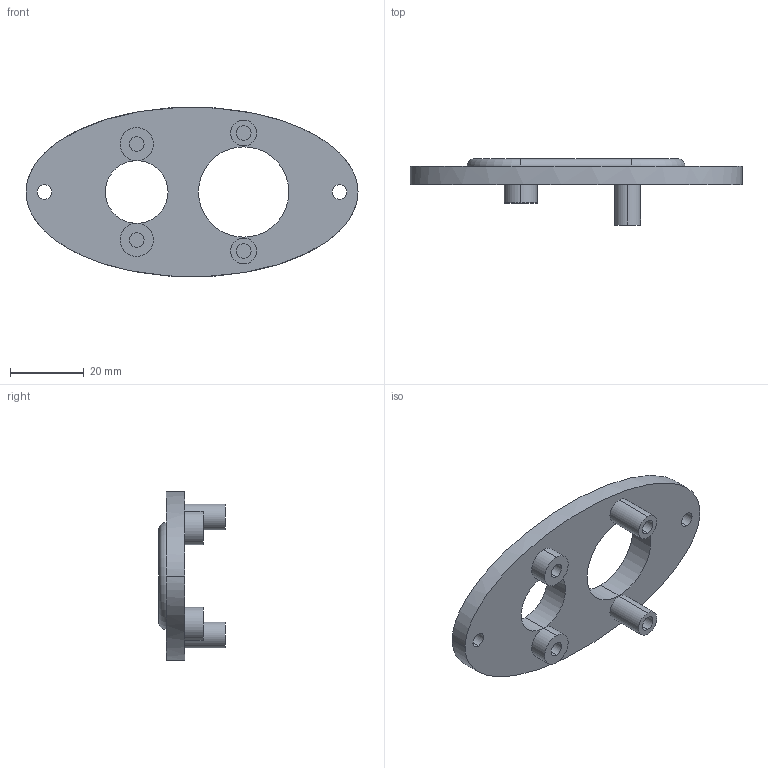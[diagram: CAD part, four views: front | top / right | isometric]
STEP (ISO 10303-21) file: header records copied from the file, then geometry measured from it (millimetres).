
FILE_DESCRIPTION (( 'STEP AP203' ), '1' );
FILE_NAME ('す閉汒疏樓硃嫖腑.STEP', '2023-04-10T09:31:22', ( 'PS' ), ( '' ), 'SwSTEP 2.0', 'SolidWorks 2018', '' );
FILE_SCHEMA (( 'CONFIG_CONTROL_DESIGN' ));
Length unit declared in the file: millimetre
Products named in the file (1): す閉汒疏樓硃嫖腑
Bounding box: 90 x 18 x 45.82 mm (x, y, z)
Volume: 15231.5 mm3; surface area: 8554 mm2
Topology: 1 solids, 1 shells, 41 faces, 90 edges, 58 vertices
Faces by surface type: cylinder 26, plane 11, bspline 2, torus 2
Entity records: 1251 total; most frequent: DIRECTION 222, CARTESIAN_POINT 216, ORIENTED_EDGE 180, AXIS2_PLACEMENT_3D 96, EDGE_CURVE 90, VERTEX_POINT 58, CIRCLE 56, EDGE_LOOP 56
